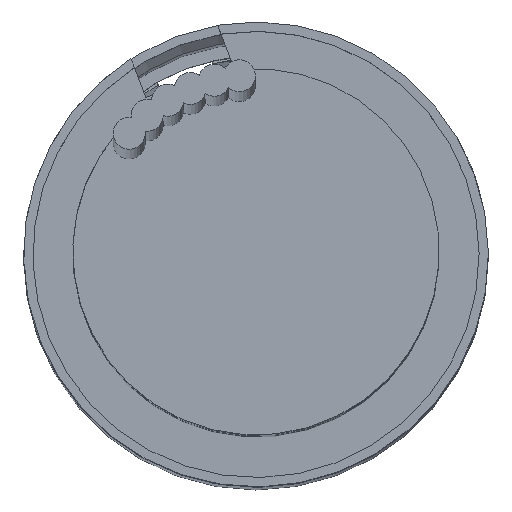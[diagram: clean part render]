
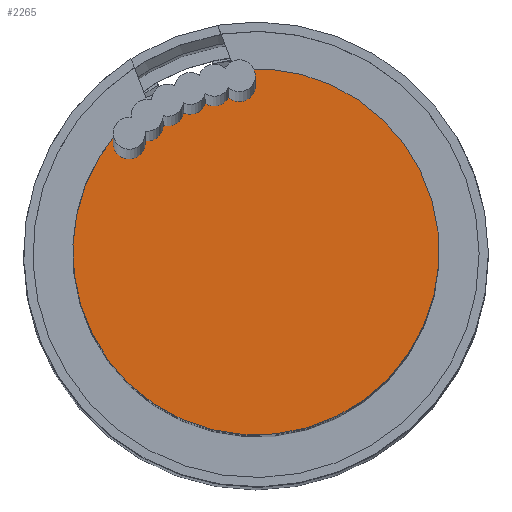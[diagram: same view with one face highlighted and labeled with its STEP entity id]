
A CAD part, top view. The second image highlights one B-rep face of the part: STEP entity #2265.
In plain terms, the highlighted planar face has unit normal (0, 0, 1).
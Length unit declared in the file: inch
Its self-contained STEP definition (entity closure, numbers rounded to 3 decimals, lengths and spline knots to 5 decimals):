
#2036 = EDGE_CURVE ( 'NONE', #2037, #2038, #17830, .T. ) ;
#2037 = VERTEX_POINT ( 'NONE', #17826 ) ;
#2038 = VERTEX_POINT ( 'NONE', #17825 ) ;
#2054 = VERTEX_POINT ( 'NONE', #17864 ) ;
#2056 = EDGE_CURVE ( 'NONE', #2054, #2057, #17863, .T. ) ;
#2057 = VERTEX_POINT ( 'NONE', #17858 ) ;
#2124 = EDGE_CURVE ( 'NONE', #2125, #2141, #18064, .T. ) ;
#2125 = VERTEX_POINT ( 'NONE', #18060 ) ;
#2134 = EDGE_CURVE ( 'NONE', #2038, #2057, #18046, .T. ) ;
#2140 = EDGE_CURVE ( 'NONE', #2141, #2142, #18076, .T. ) ;
#2141 = VERTEX_POINT ( 'NONE', #18132 ) ;
#2142 = VERTEX_POINT ( 'NONE', #18131 ) ;
#2145 = EDGE_CURVE ( 'NONE', #2146, #2037, #18130, .T. ) ;
#2146 = VERTEX_POINT ( 'NONE', #18125 ) ;
#2183 = EDGE_CURVE ( 'NONE', #2146, #2192, #18245, .T. ) ;
#2191 = EDGE_CURVE ( 'NONE', #2192, #2125, #18267, .T. ) ;
#2192 = VERTEX_POINT ( 'NONE', #18263 ) ;
#2245 = ORIENTED_EDGE ( 'NONE', *, *, #2246, .F. ) ;
#2246 = EDGE_CURVE ( 'NONE', #2142, #2262, #18434, .T. ) ;
#2247 = ORIENTED_EDGE ( 'NONE', *, *, #2140, .F. ) ;
#2248 = ORIENTED_EDGE ( 'NONE', *, *, #2124, .F. ) ;
#2249 = ORIENTED_EDGE ( 'NONE', *, *, #2191, .F. ) ;
#2250 = ORIENTED_EDGE ( 'NONE', *, *, #2183, .F. ) ;
#2251 = ORIENTED_EDGE ( 'NONE', *, *, #2145, .T. ) ;
#2252 = ORIENTED_EDGE ( 'NONE', *, *, #2036, .T. ) ;
#2253 = ORIENTED_EDGE ( 'NONE', *, *, #2134, .T. ) ;
#2254 = ORIENTED_EDGE ( 'NONE', *, *, #2056, .F. ) ;
#2262 = VERTEX_POINT ( 'NONE', #18463 ) ;
#2264 = EDGE_CURVE ( 'NONE', #2262, #2054, #18461, .T. ) ;
#2265 = ADVANCED_FACE ( 'NONE', ( #18456 ), #18498, .T. ) ;
#2266 = EDGE_LOOP ( 'NONE', ( #2267, #2245, #2247, #2248, #2249, #2250, #2251, #2252, #2253, #2254 ) ) ;
#2267 = ORIENTED_EDGE ( 'NONE', *, *, #2264, .F. ) ;
#17825 = CARTESIAN_POINT ( 'NONE',  ( 3.50679, 4.08453, 5.60829 ) ) ;
#17826 = CARTESIAN_POINT ( 'NONE',  ( 3.18891, 3.85174, 5.60829 ) ) ;
#17827 = DIRECTION ( 'NONE',  ( -0.807, -0.591, 0. ) ) ;
#17828 = DIRECTION ( 'NONE',  ( 0., 0., 1. ) ) ;
#17829 = AXIS2_PLACEMENT_3D ( 'NONE', #17835, #17828, #17827 ) ;
#17830 = CIRCLE ( 'NONE', #17829, 0.197 ) ;
#17835 = CARTESIAN_POINT ( 'NONE',  ( 3.34785, 3.96814, 5.60829 ) ) ;
#17858 = CARTESIAN_POINT ( 'NONE',  ( 3.32825, 4.16416, 5.60829 ) ) ;
#17859 = DIRECTION ( 'NONE',  ( -0.807, -0.591, 0. ) ) ;
#17860 = DIRECTION ( 'NONE',  ( 0., 0., 1. ) ) ;
#17861 = CARTESIAN_POINT ( 'NONE',  ( 3.32996, 4.14699, 5.60829 ) ) ;
#17862 = AXIS2_PLACEMENT_3D ( 'NONE', #17861, #17860, #17859 ) ;
#17863 = CIRCLE ( 'NONE', #17862, 0.01725 ) ;
#17864 = CARTESIAN_POINT ( 'NONE',  ( 3.34388, 4.15719, 5.60829 ) ) ;
#18044 = CARTESIAN_POINT ( 'NONE',  ( 3.34785, 3.96814, 5.60829 ) ) ;
#18045 = AXIS2_PLACEMENT_3D ( 'NONE', #18044, #18097, #18096 ) ;
#18046 = CIRCLE ( 'NONE', #18045, 0.197 ) ;
#18060 = CARTESIAN_POINT ( 'NONE',  ( 3.24809, 4.10419, 5.60829 ) ) ;
#18061 = DIRECTION ( 'NONE',  ( -0.807, -0.591, 0. ) ) ;
#18062 = DIRECTION ( 'NONE',  ( 0., 0., 1. ) ) ;
#18063 = AXIS2_PLACEMENT_3D ( 'NONE', #18069, #18062, #18061 ) ;
#18064 = CIRCLE ( 'NONE', #18063, 0.01725 ) ;
#18069 = CARTESIAN_POINT ( 'NONE',  ( 3.2529, 4.12076, 5.60829 ) ) ;
#18076 = CIRCLE ( 'NONE', #18136, 0.01725 ) ;
#18096 = DIRECTION ( 'NONE',  ( -0.807, -0.591, 0. ) ) ;
#18097 = DIRECTION ( 'NONE',  ( 0., 0., 1. ) ) ;
#18125 = CARTESIAN_POINT ( 'NONE',  ( 3.19841, 4.0965, 5.60829 ) ) ;
#18126 = DIRECTION ( 'NONE',  ( -0.807, -0.591, 0. ) ) ;
#18127 = DIRECTION ( 'NONE',  ( 0., 0., 1. ) ) ;
#18128 = CARTESIAN_POINT ( 'NONE',  ( 3.34785, 3.96814, 5.60829 ) ) ;
#18129 = AXIS2_PLACEMENT_3D ( 'NONE', #18128, #18127, #18126 ) ;
#18130 = CIRCLE ( 'NONE', #18129, 0.197 ) ;
#18131 = CARTESIAN_POINT ( 'NONE',  ( 3.29348, 4.12785, 5.60829 ) ) ;
#18132 = CARTESIAN_POINT ( 'NONE',  ( 3.26988, 4.11775, 5.60829 ) ) ;
#18133 = DIRECTION ( 'NONE',  ( -0.807, -0.591, 0. ) ) ;
#18134 = DIRECTION ( 'NONE',  ( 0., 0., 1. ) ) ;
#18135 = CARTESIAN_POINT ( 'NONE',  ( 3.27715, 4.1334, 5.60829 ) ) ;
#18136 = AXIS2_PLACEMENT_3D ( 'NONE', #18135, #18134, #18133 ) ;
#18195 = CARTESIAN_POINT ( 'NONE',  ( 3.2115, 4.08526, 5.60829 ) ) ;
#18242 = DIRECTION ( 'NONE',  ( -0.807, -0.591, 0. ) ) ;
#18243 = DIRECTION ( 'NONE',  ( 0., 0., 1. ) ) ;
#18244 = AXIS2_PLACEMENT_3D ( 'NONE', #18195, #18243, #18242 ) ;
#18245 = CIRCLE ( 'NONE', #18244, 0.01725 ) ;
#18263 = CARTESIAN_POINT ( 'NONE',  ( 3.22861, 4.08749, 5.60829 ) ) ;
#18264 = DIRECTION ( 'NONE',  ( -0.807, -0.591, 0. ) ) ;
#18265 = DIRECTION ( 'NONE',  ( 0., 0., 1. ) ) ;
#18266 = AXIS2_PLACEMENT_3D ( 'NONE', #18272, #18265, #18264 ) ;
#18267 = CIRCLE ( 'NONE', #18266, 0.01725 ) ;
#18272 = CARTESIAN_POINT ( 'NONE',  ( 3.23084, 4.10459, 5.60829 ) ) ;
#18430 = DIRECTION ( 'NONE',  ( -0.807, -0.591, 0. ) ) ;
#18431 = DIRECTION ( 'NONE',  ( 0., 0., 1. ) ) ;
#18432 = CARTESIAN_POINT ( 'NONE',  ( 3.30304, 4.14221, 5.60829 ) ) ;
#18433 = AXIS2_PLACEMENT_3D ( 'NONE', #18432, #18431, #18430 ) ;
#18434 = CIRCLE ( 'NONE', #18433, 0.01725 ) ;
#18456 = FACE_OUTER_BOUND ( 'NONE', #2266, .T. ) ;
#18457 = DIRECTION ( 'NONE',  ( -0.807, -0.591, 0. ) ) ;
#18458 = DIRECTION ( 'NONE',  ( 0., 0., 1. ) ) ;
#18459 = CARTESIAN_POINT ( 'NONE',  ( 3.32996, 4.14699, 5.60829 ) ) ;
#18460 = AXIS2_PLACEMENT_3D ( 'NONE', #18459, #18458, #18457 ) ;
#18461 = CIRCLE ( 'NONE', #18460, 0.01725 ) ;
#18463 = CARTESIAN_POINT ( 'NONE',  ( 3.31834, 4.13425, 5.60829 ) ) ;
#18494 = DIRECTION ( 'NONE',  ( -0.807, -0.591, 0. ) ) ;
#18495 = DIRECTION ( 'NONE',  ( 0., 0., 1. ) ) ;
#18496 = CARTESIAN_POINT ( 'NONE',  ( 3.34785, 3.96814, 5.60829 ) ) ;
#18497 = AXIS2_PLACEMENT_3D ( 'NONE', #18496, #18495, #18494 ) ;
#18498 = PLANE ( 'NONE',  #18497 ) ;
